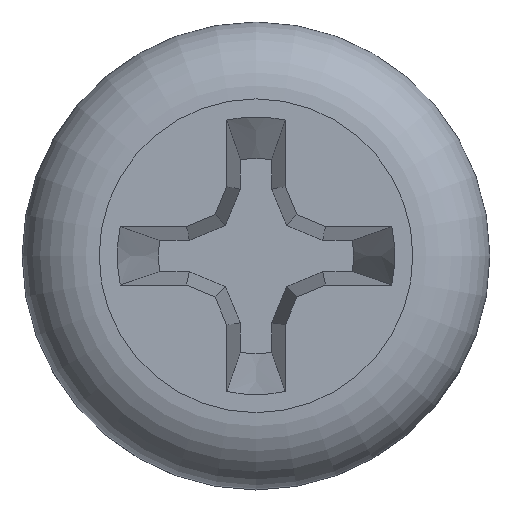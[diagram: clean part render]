
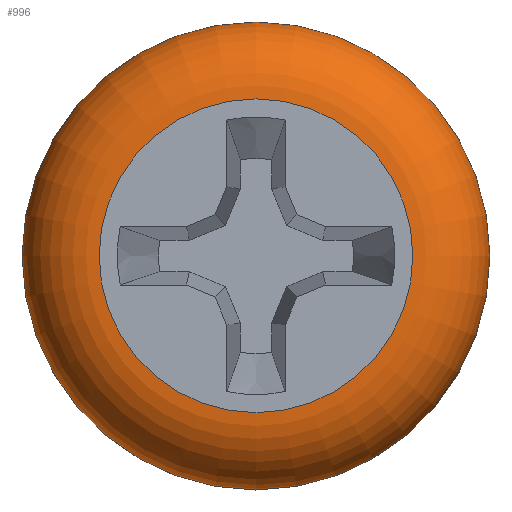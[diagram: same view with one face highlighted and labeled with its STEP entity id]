
A CAD part, top view. The second image highlights one B-rep face of the part: STEP entity #996.
In plain terms, the highlighted toroidal (fillet/blend) face has major radius 2.683 mm and minor radius 1.317 mm.
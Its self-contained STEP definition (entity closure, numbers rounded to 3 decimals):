
#39=TOROIDAL_SURFACE('',#1078,2.683,1.318);
#100=FACE_OUTER_BOUND('',#154,.T.);
#154=EDGE_LOOP('',(#746,#747,#748,#749,#750,#751,#752));
#192=CIRCLE('',#1079,4.);
#193=CIRCLE('',#1080,4.);
#194=CIRCLE('',#1081,1.318);
#195=CIRCLE('',#1082,2.683);
#196=CIRCLE('',#1083,2.683);
#197=CIRCLE('',#1084,4.);
#437=VERTEX_POINT('',#4043);
#438=VERTEX_POINT('',#4044);
#439=VERTEX_POINT('',#4046);
#440=VERTEX_POINT('',#4048);
#441=VERTEX_POINT('',#4050);
#566=EDGE_CURVE('',#437,#438,#192,.T.);
#567=EDGE_CURVE('',#439,#437,#193,.T.);
#568=EDGE_CURVE('',#439,#440,#194,.T.);
#569=EDGE_CURVE('',#440,#441,#195,.T.);
#570=EDGE_CURVE('',#441,#440,#196,.T.);
#571=EDGE_CURVE('',#438,#439,#197,.T.);
#746=ORIENTED_EDGE('',*,*,#566,.F.);
#747=ORIENTED_EDGE('',*,*,#567,.F.);
#748=ORIENTED_EDGE('',*,*,#568,.T.);
#749=ORIENTED_EDGE('',*,*,#569,.T.);
#750=ORIENTED_EDGE('',*,*,#570,.T.);
#751=ORIENTED_EDGE('',*,*,#568,.F.);
#752=ORIENTED_EDGE('',*,*,#571,.F.);
#996=ADVANCED_FACE('',(#100),#39,.T.);
#1078=AXIS2_PLACEMENT_3D('',#4042,#1213,#1214);
#1079=AXIS2_PLACEMENT_3D('',#4045,#1215,#1216);
#1080=AXIS2_PLACEMENT_3D('',#4047,#1217,#1218);
#1081=AXIS2_PLACEMENT_3D('',#4049,#1219,#1220);
#1082=AXIS2_PLACEMENT_3D('',#4051,#1221,#1222);
#1083=AXIS2_PLACEMENT_3D('',#4052,#1223,#1224);
#1084=AXIS2_PLACEMENT_3D('',#4053,#1225,#1226);
#1213=DIRECTION('center_axis',(0.,0.,-1.));
#1214=DIRECTION('ref_axis',(0.,1.,0.));
#1215=DIRECTION('center_axis',(0.,0.,-1.));
#1216=DIRECTION('ref_axis',(0.,1.,0.));
#1217=DIRECTION('center_axis',(0.,0.,-1.));
#1218=DIRECTION('ref_axis',(0.,1.,0.));
#1219=DIRECTION('center_axis',(-1.,0.,0.));
#1220=DIRECTION('ref_axis',(0.,-1.,0.));
#1221=DIRECTION('center_axis',(0.,0.,-1.));
#1222=DIRECTION('ref_axis',(0.,1.,0.));
#1223=DIRECTION('center_axis',(0.,0.,-1.));
#1224=DIRECTION('ref_axis',(0.,1.,0.));
#1225=DIRECTION('center_axis',(0.,0.,-1.));
#1226=DIRECTION('ref_axis',(0.,1.,0.));
#4042=CARTESIAN_POINT('Origin',(0.,0.,1.783));
#4043=CARTESIAN_POINT('',(-4.,0.,1.783));
#4044=CARTESIAN_POINT('',(4.,0.,1.783));
#4045=CARTESIAN_POINT('Origin',(0.,0.,1.783));
#4046=CARTESIAN_POINT('',(0.,-4.,1.783));
#4047=CARTESIAN_POINT('Origin',(0.,0.,1.783));
#4048=CARTESIAN_POINT('',(0.,-2.683,3.1));
#4049=CARTESIAN_POINT('Origin',(0.,-2.683,1.783));
#4050=CARTESIAN_POINT('',(0.,2.683,3.1));
#4051=CARTESIAN_POINT('Origin',(0.,0.,3.1));
#4052=CARTESIAN_POINT('Origin',(0.,0.,3.1));
#4053=CARTESIAN_POINT('Origin',(0.,0.,1.783));
